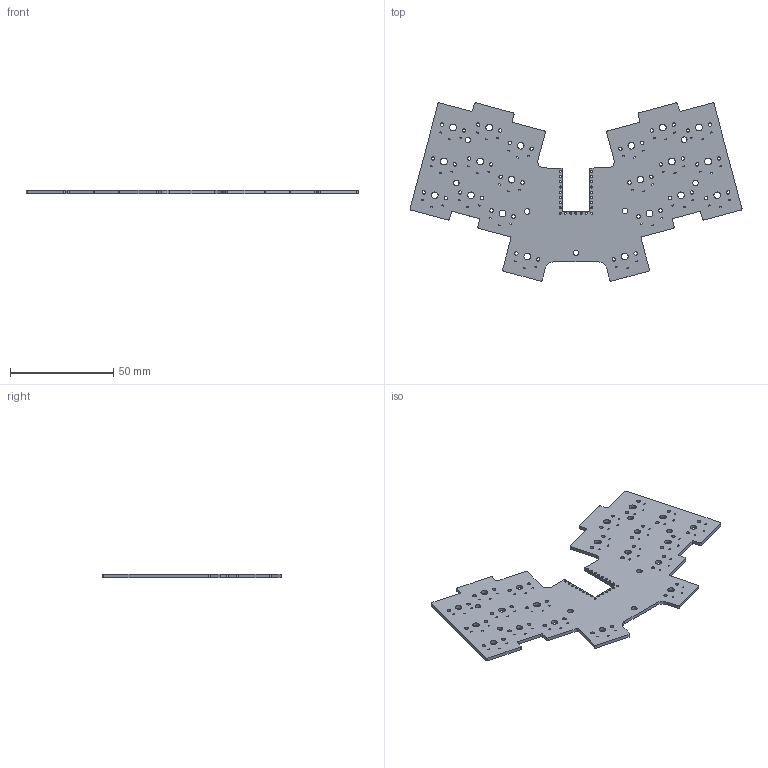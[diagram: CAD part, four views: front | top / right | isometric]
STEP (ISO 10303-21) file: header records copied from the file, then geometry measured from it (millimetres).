
FILE_DESCRIPTION(('KiCad electronic assembly'),'2;1');
FILE_NAME('capsule3_wwa.step','2024-06-26T08:14:23',('Pcbnew'),('Kicad') ,'Open CASCADE STEP processor 7.8','KiCad to STEP converter','Unknown' );
FILE_SCHEMA(('AUTOMOTIVE_DESIGN { 1 0 10303 214 1 1 1 1 }'));
Length unit declared in the file: millimetre
Products named in the file (2): capsule3_wwa 1; capsule3_v3G_PCB
Assembly tree (1 placements, depth 2):
  capsule3_wwa 1
    capsule3_v3G_PCB
Bounding box: 160.97 x 86.47 x 1.6 mm (x, y, z)
Volume: 12684.1 mm3; surface area: 17885.6 mm2
Topology: 1 solids, 1 shells, 401 faces, 1197 edges, 798 vertices
Faces by surface type: cylinder 242, plane 159
Full cylindrical faces by diameter (mm): 1 x23, 1.65 x40, 2.7 x7, 3.25 x20
Entity records: 14312 total; most frequent: DIRECTION 2487, CARTESIAN_POINT 2398, ORIENTED_EDGE 2394, EDGE_CURVE 1197, AXIS2_PLACEMENT_3D 887, VERTEX_POINT 798, LINE 713, VECTOR 713
